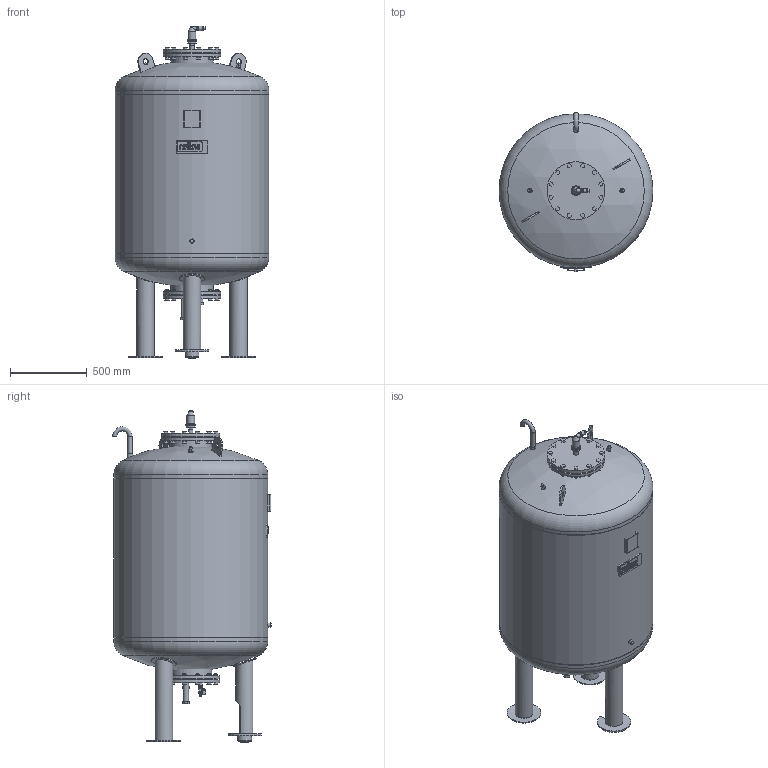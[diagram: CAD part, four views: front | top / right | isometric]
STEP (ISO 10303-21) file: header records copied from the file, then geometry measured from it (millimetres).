
FILE_DESCRIPTION(/* description */ (''),/* implementation_level */ '2;1');
FILE_NAME(/* name */ '3d_VariomatVG1000(1000)-8600705.stp',/* time_stamp */ '2024-09-24T14:51:42+02:00',/* author */ ('Andrzej'),/* organization */ (''),/* preprocessor_version */ 'ST-DEVELOPER v16.13',/* originating_system */ 'AutoCAD Mechanical',/* authorisation */ '');
FILE_SCHEMA (('AUTOMOTIVE_DESIGN { 1 0 10303 214 3 1 1 }'));
Length unit declared in the file: millimetre
Products named in the file (1): Product
Bounding box: 1000 x 1032.45 x 2158 mm (x, y, z)
Volume: 1067348353.1 mm3; surface area: 11127104.3 mm2
Topology: 41 solids, 43 shells, 940 faces, 2163 edges, 1432 vertices
Faces by surface type: plane 668, cylinder 205, cone 42, sphere 13, torus 12
Full cylindrical faces by diameter (mm): 10.3 x1, 11.5 x1, 12 x1, 14.6 x1, 15.6 x2, 16 x48, 16.662 x1, 18.9 x1, 20.7 x1, 20.9 x2, 20.955 x1, 21 x1, 23 x1, 23.6 x1, 24.5 x1, 24.7 x1, 25.4 x1, 26.4 x1, 26.6 x1, 26.9 x4, 27 x1, 28 x1, 30 x3, 33.7 x3, 38 x2, 50 x1, 57 x1, 63 x2, 90 x1, 107 x2
Entity records: 25764 total; most frequent: CARTESIAN_POINT 4737, DIRECTION 4311, ORIENTED_EDGE 3920, EDGE_CURVE 1960, LINE 1467, VECTOR 1467, AXIS2_PLACEMENT_3D 1422, VERTEX_POINT 1390
